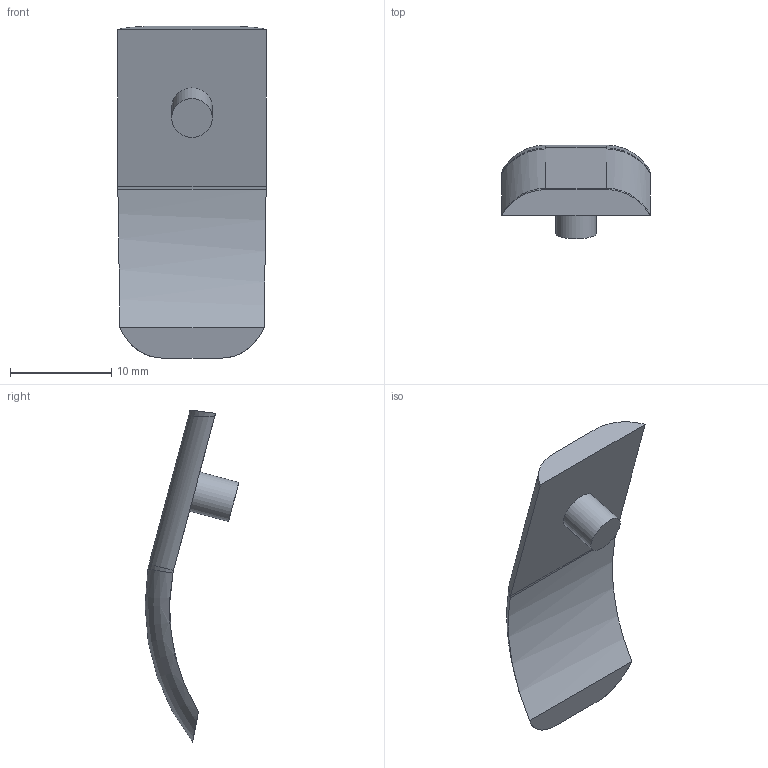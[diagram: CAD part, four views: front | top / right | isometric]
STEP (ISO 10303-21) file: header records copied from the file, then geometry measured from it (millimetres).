
FILE_DESCRIPTION(/* description */ (''),/* implementation_level */ '2;1');
FILE_NAME(/* name */ 'Thumb distal phalanx silicone cover.stp',/* time_stamp */ '2020-08-20T18:27:49+01:00',/* author */ ('ferrerx'),/* organization */ (''),/* preprocessor_version */ 'ST-DEVELOPER v18',/* originating_system */ 'Autodesk Inventor 2020',/* authorisation */ '');
FILE_SCHEMA (('AUTOMOTIVE_DESIGN { 1 0 10303 214 3 1 1 }'));
Length unit declared in the file: millimetre
Products named in the file (1): Thumb distal phalanx silicone cover
Bounding box: 14.68 x 9.28 x 32.83 mm (x, y, z)
Volume: 992.6 mm3; surface area: 1110.3 mm2
Topology: 1 solids, 1 shells, 21 faces, 40 edges, 22 vertices
Faces by surface type: cylinder 7, plane 6, bspline 4, torus 2, sphere 2
Full cylindrical faces by diameter (mm): 4 x1
Entity records: 1184 total; most frequent: CARTESIAN_POINT 745, DIRECTION 82, ORIENTED_EDGE 80, EDGE_CURVE 40, AXIS2_PLACEMENT_3D 34, EDGE_LOOP 22, VERTEX_POINT 22, FACE_OUTER_BOUND 21
